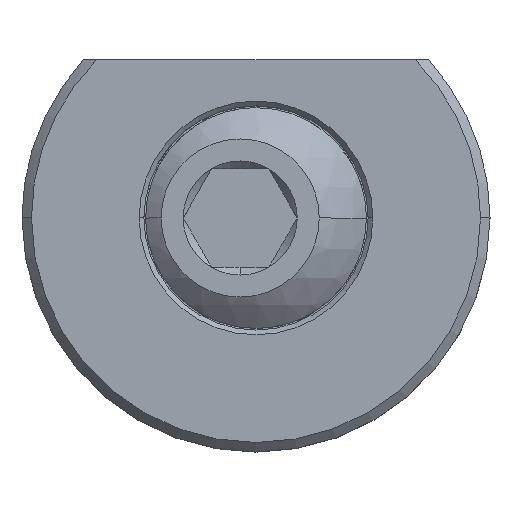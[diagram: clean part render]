
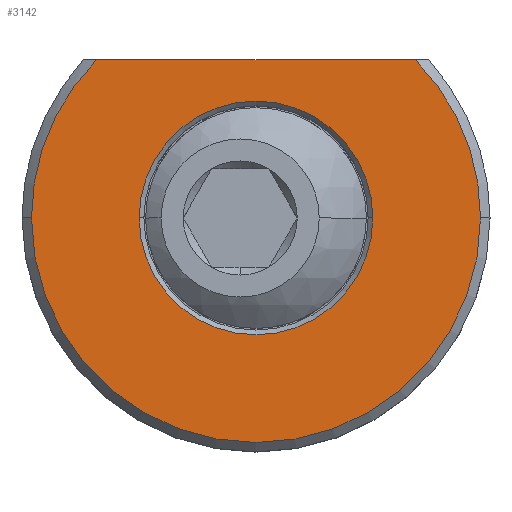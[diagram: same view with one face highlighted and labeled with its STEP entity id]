
A CAD part, top view. The second image highlights one B-rep face of the part: STEP entity #3142.
In plain terms, the highlighted planar face has unit normal (0, 0, 1).
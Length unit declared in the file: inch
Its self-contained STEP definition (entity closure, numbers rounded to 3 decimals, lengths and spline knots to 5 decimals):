
#11 = DIRECTION ( 'NONE',  ( 0., 0., 1. ) ) ;
#26 = VERTEX_POINT ( 'NONE', #4540 ) ;
#39 = CARTESIAN_POINT ( 'NONE',  ( 0., 0., 0.45 ) ) ;
#292 = VERTEX_POINT ( 'NONE', #340 ) ;
#340 = CARTESIAN_POINT ( 'NONE',  ( 0.50408, 0.5, 0.45 ) ) ;
#508 = DIRECTION ( 'NONE',  ( 1., 0., 0. ) ) ;
#616 = DIRECTION ( 'NONE',  ( 1., 0., 0. ) ) ;
#788 = ORIENTED_EDGE ( 'NONE', *, *, #3901, .F. ) ;
#867 = AXIS2_PLACEMENT_3D ( 'NONE', #2197, #4694, #2027 ) ;
#907 = AXIS2_PLACEMENT_3D ( 'NONE', #39, #4443, #1999 ) ;
#1208 = ORIENTED_EDGE ( 'NONE', *, *, #1642, .F. ) ;
#1348 = LINE ( 'NONE', #2557, #1989 ) ;
#1371 = EDGE_CURVE ( 'NONE', #26, #3172, #3326, .T. ) ;
#1400 = CARTESIAN_POINT ( 'NONE',  ( 0., 0., 0.45 ) ) ;
#1522 = VERTEX_POINT ( 'NONE', #2102 ) ;
#1543 = EDGE_LOOP ( 'NONE', ( #3810, #2400, #3978, #3162 ) ) ;
#1642 = EDGE_CURVE ( 'NONE', #1522, #2357, #3135, .T. ) ;
#1881 = CARTESIAN_POINT ( 'NONE',  ( 0., 0., 0.45 ) ) ;
#1938 = EDGE_CURVE ( 'NONE', #3172, #292, #2376, .T. ) ;
#1989 = VECTOR ( 'NONE', #508, 39.37008 ) ;
#1999 = DIRECTION ( 'NONE',  ( 1., 0., 0. ) ) ;
#2012 = EDGE_LOOP ( 'NONE', ( #1208, #788 ) ) ;
#2027 = DIRECTION ( 'NONE',  ( 1., 0., 0. ) ) ;
#2037 = EDGE_CURVE ( 'NONE', #4700, #26, #2635, .T. ) ;
#2102 = CARTESIAN_POINT ( 'NONE',  ( 0.3695, 0., 0.45 ) ) ;
#2197 = CARTESIAN_POINT ( 'NONE',  ( 0., 0., 0.45 ) ) ;
#2357 = VERTEX_POINT ( 'NONE', #3612 ) ;
#2376 = CIRCLE ( 'NONE', #4644, 0.71 ) ;
#2400 = ORIENTED_EDGE ( 'NONE', *, *, #2037, .T. ) ;
#2444 = CARTESIAN_POINT ( 'NONE',  ( 0., 0., 0.45 ) ) ;
#2467 = PLANE ( 'NONE',  #3173 ) ;
#2492 = DIRECTION ( 'NONE',  ( 1., 0., 0. ) ) ;
#2498 = CIRCLE ( 'NONE', #907, 0.3695 ) ;
#2557 = CARTESIAN_POINT ( 'NONE',  ( 0., 0.5, 0.45 ) ) ;
#2635 = CIRCLE ( 'NONE', #3055, 0.71 ) ;
#3055 = AXIS2_PLACEMENT_3D ( 'NONE', #2444, #11, #4343 ) ;
#3112 = DIRECTION ( 'NONE',  ( 0., 0., 1. ) ) ;
#3135 = CIRCLE ( 'NONE', #867, 0.3695 ) ;
#3142 = ADVANCED_FACE ( 'NONE', ( #3263, #3677 ), #2467, .T. ) ;
#3162 = ORIENTED_EDGE ( 'NONE', *, *, #1938, .T. ) ;
#3172 = VERTEX_POINT ( 'NONE', #4520 ) ;
#3173 = AXIS2_PLACEMENT_3D ( 'NONE', #3602, #4412, #2492 ) ;
#3263 = FACE_BOUND ( 'NONE', #2012, .T. ) ;
#3326 = CIRCLE ( 'NONE', #3820, 0.71 ) ;
#3442 = CARTESIAN_POINT ( 'NONE',  ( -0.50408, 0.5, 0.45 ) ) ;
#3478 = DIRECTION ( 'NONE',  ( 0., 0., 1. ) ) ;
#3602 = CARTESIAN_POINT ( 'NONE',  ( 0., 0., 0.45 ) ) ;
#3612 = CARTESIAN_POINT ( 'NONE',  ( -0.3695, 0., 0.45 ) ) ;
#3677 = FACE_OUTER_BOUND ( 'NONE', #1543, .T. ) ;
#3810 = ORIENTED_EDGE ( 'NONE', *, *, #4666, .F. ) ;
#3820 = AXIS2_PLACEMENT_3D ( 'NONE', #1881, #3478, #3919 ) ;
#3901 = EDGE_CURVE ( 'NONE', #2357, #1522, #2498, .T. ) ;
#3919 = DIRECTION ( 'NONE',  ( 1., 0., 0. ) ) ;
#3978 = ORIENTED_EDGE ( 'NONE', *, *, #1371, .T. ) ;
#4343 = DIRECTION ( 'NONE',  ( 1., 0., 0. ) ) ;
#4412 = DIRECTION ( 'NONE',  ( 0., 0., 1. ) ) ;
#4443 = DIRECTION ( 'NONE',  ( 0., 0., 1. ) ) ;
#4520 = CARTESIAN_POINT ( 'NONE',  ( 0.71, 0., 0.45 ) ) ;
#4540 = CARTESIAN_POINT ( 'NONE',  ( -0.71, 0., 0.45 ) ) ;
#4644 = AXIS2_PLACEMENT_3D ( 'NONE', #1400, #3112, #616 ) ;
#4666 = EDGE_CURVE ( 'NONE', #4700, #292, #1348, .T. ) ;
#4694 = DIRECTION ( 'NONE',  ( 0., 0., 1. ) ) ;
#4700 = VERTEX_POINT ( 'NONE', #3442 ) ;
